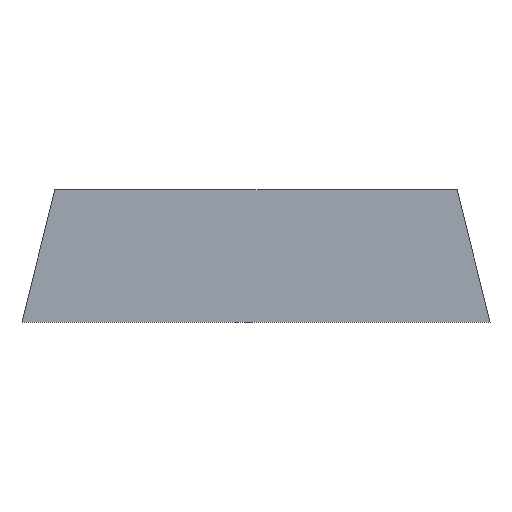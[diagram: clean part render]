
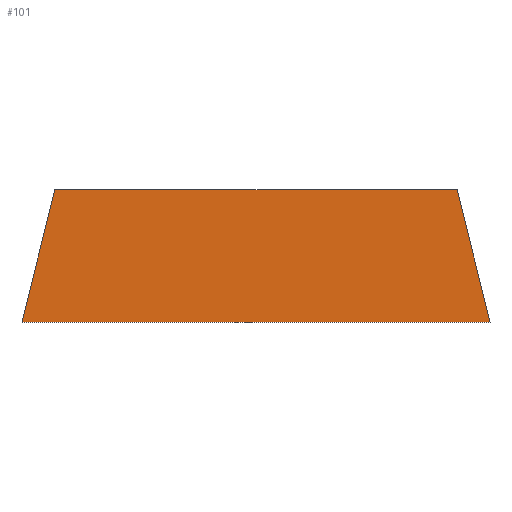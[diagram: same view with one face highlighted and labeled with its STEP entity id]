
A CAD part, top view. The second image highlights one B-rep face of the part: STEP entity #101.
In plain terms, the highlighted planar face has unit normal (0, 0, 1).
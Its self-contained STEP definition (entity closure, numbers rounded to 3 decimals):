
#7 = VERTEX_POINT ( 'NONE', #11 ) ;
#11 = CARTESIAN_POINT ( 'NONE',  ( 606.253, -13.665, 0. ) ) ;
#18 = EDGE_CURVE ( 'NONE', #137, #72, #193, .T. ) ;
#23 = ORIENTED_EDGE ( 'NONE', *, *, #200, .F. ) ;
#28 = ORIENTED_EDGE ( 'NONE', *, *, #219, .F. ) ;
#33 = CARTESIAN_POINT ( 'NONE',  ( 562.707, 160.989, 0. ) ) ;
#38 = LINE ( 'NONE', #217, #234 ) ;
#39 = CARTESIAN_POINT ( 'NONE',  ( 31.707, 160.989, 0. ) ) ;
#59 = DIRECTION ( 'NONE',  ( 1., 0., 0. ) ) ;
#70 = CARTESIAN_POINT ( 'NONE',  ( 0., 0., 0. ) ) ;
#72 = VERTEX_POINT ( 'NONE', #103 ) ;
#73 = VECTOR ( 'NONE', #59, 1000. ) ;
#83 = VERTEX_POINT ( 'NONE', #33 ) ;
#92 = DIRECTION ( 'NONE',  ( 0.242, -0.97, 0. ) ) ;
#96 = LINE ( 'NONE', #39, #73 ) ;
#101 = ADVANCED_FACE ( 'NONE', ( #187 ), #174, .F. ) ;
#103 = CARTESIAN_POINT ( 'NONE',  ( 31.707, 160.989, 0. ) ) ;
#109 = VECTOR ( 'NONE', #232, 1000. ) ;
#111 = LINE ( 'NONE', #178, #198 ) ;
#125 = DIRECTION ( 'NONE',  ( -1., 0., 0. ) ) ;
#126 = AXIS2_PLACEMENT_3D ( 'NONE', #70, #149, #170 ) ;
#137 = VERTEX_POINT ( 'NONE', #147 ) ;
#147 = CARTESIAN_POINT ( 'NONE',  ( -11.839, -13.665, 0. ) ) ;
#149 = DIRECTION ( 'NONE',  ( 0., 0., -1. ) ) ;
#170 = DIRECTION ( 'NONE',  ( -1., 0., 0. ) ) ;
#174 = PLANE ( 'NONE',  #126 ) ;
#175 = ORIENTED_EDGE ( 'NONE', *, *, #195, .F. ) ;
#178 = CARTESIAN_POINT ( 'NONE',  ( 562.707, 160.989, 0. ) ) ;
#187 = FACE_OUTER_BOUND ( 'NONE', #212, .T. ) ;
#193 = LINE ( 'NONE', #231, #109 ) ;
#195 = EDGE_CURVE ( 'NONE', #72, #83, #96, .T. ) ;
#198 = VECTOR ( 'NONE', #92, 1000. ) ;
#200 = EDGE_CURVE ( 'NONE', #83, #7, #111, .T. ) ;
#209 = ORIENTED_EDGE ( 'NONE', *, *, #18, .F. ) ;
#212 = EDGE_LOOP ( 'NONE', ( #209, #28, #23, #175 ) ) ;
#217 = CARTESIAN_POINT ( 'NONE',  ( 606.253, -13.665, 0. ) ) ;
#219 = EDGE_CURVE ( 'NONE', #7, #137, #38, .T. ) ;
#231 = CARTESIAN_POINT ( 'NONE',  ( -11.839, -13.665, 0. ) ) ;
#232 = DIRECTION ( 'NONE',  ( 0.242, 0.97, 0. ) ) ;
#234 = VECTOR ( 'NONE', #125, 1000. ) ;
